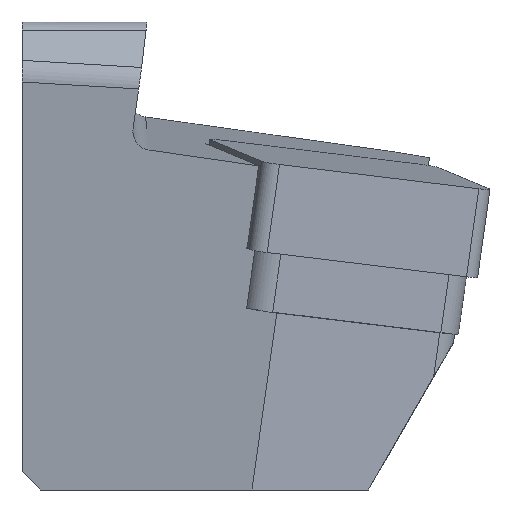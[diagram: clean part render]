
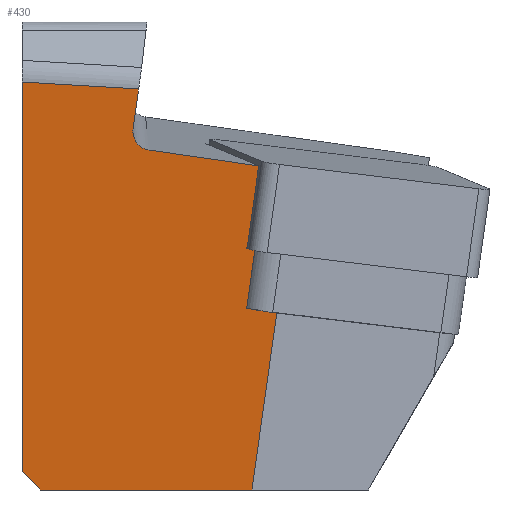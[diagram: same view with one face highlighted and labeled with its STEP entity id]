
A CAD part, left-side view. The second image highlights one B-rep face of the part: STEP entity #430.
In plain terms, the highlighted planar face has unit normal (-0.996, 0.063, -0.061).
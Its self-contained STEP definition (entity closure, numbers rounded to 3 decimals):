
#132=ELLIPSE('',#1662,1.003,1.);
#430=ADVANCED_FACE('',(#541),#490,.T.);
#490=PLANE('',#1663);
#541=FACE_OUTER_BOUND('',#603,.T.);
#603=EDGE_LOOP('',(#1085,#1086,#1087,#1088,#1089,#1090,#1091,#1092,#1093,
#1094,#1095,#1096,#1097));
#666=LINE('',#2165,#776);
#670=LINE('',#2179,#780);
#675=LINE('',#2190,#785);
#699=LINE('',#2267,#809);
#715=LINE('',#2309,#825);
#719=LINE('',#2324,#829);
#721=LINE('',#2337,#831);
#726=LINE('',#2347,#836);
#736=LINE('',#2369,#846);
#737=LINE('',#2370,#847);
#738=LINE('',#2371,#848);
#739=LINE('',#2373,#849);
#776=VECTOR('',#1780,1.);
#780=VECTOR('',#1796,1.);
#785=VECTOR('',#1805,1.);
#809=VECTOR('',#1875,1.);
#825=VECTOR('',#1909,1.);
#829=VECTOR('',#1925,1.);
#831=VECTOR('',#1939,1.);
#836=VECTOR('',#1946,1.);
#846=VECTOR('',#1978,1.);
#847=VECTOR('',#1979,1.);
#848=VECTOR('',#1980,1.);
#849=VECTOR('',#1981,1.);
#1085=ORIENTED_EDGE('',*,*,#1472,.F.);
#1086=ORIENTED_EDGE('',*,*,#1489,.T.);
#1087=ORIENTED_EDGE('',*,*,#1457,.F.);
#1088=ORIENTED_EDGE('',*,*,#1465,.F.);
#1089=ORIENTED_EDGE('',*,*,#1397,.T.);
#1090=ORIENTED_EDGE('',*,*,#1436,.T.);
#1091=ORIENTED_EDGE('',*,*,#1490,.F.);
#1092=ORIENTED_EDGE('',*,*,#1385,.F.);
#1093=ORIENTED_EDGE('',*,*,#1392,.T.);
#1094=ORIENTED_EDGE('',*,*,#1491,.F.);
#1095=ORIENTED_EDGE('',*,*,#1492,.F.);
#1096=ORIENTED_EDGE('',*,*,#1477,.F.);
#1097=ORIENTED_EDGE('',*,*,#1493,.T.);
#1254=VERTEX_POINT('',#2162);
#1255=VERTEX_POINT('',#2164);
#1259=VERTEX_POINT('',#2178);
#1263=VERTEX_POINT('',#2189);
#1264=VERTEX_POINT('',#2191);
#1293=VERTEX_POINT('',#2266);
#1310=VERTEX_POINT('',#2308);
#1311=VERTEX_POINT('',#2310);
#1320=VERTEX_POINT('',#2336);
#1321=VERTEX_POINT('',#2338);
#1324=VERTEX_POINT('',#2346);
#1325=VERTEX_POINT('',#2348);
#1326=VERTEX_POINT('',#2372);
#1385=EDGE_CURVE('',#1255,#1254,#666,.T.);
#1392=EDGE_CURVE('',#1255,#1259,#670,.T.);
#1397=EDGE_CURVE('',#1264,#1263,#675,.T.);
#1436=EDGE_CURVE('',#1263,#1293,#699,.T.);
#1457=EDGE_CURVE('',#1310,#1311,#715,.T.);
#1465=EDGE_CURVE('',#1264,#1310,#719,.T.);
#1472=EDGE_CURVE('',#1320,#1321,#721,.T.);
#1477=EDGE_CURVE('',#1324,#1325,#726,.T.);
#1489=EDGE_CURVE('',#1320,#1311,#736,.T.);
#1490=EDGE_CURVE('',#1254,#1293,#737,.T.);
#1491=EDGE_CURVE('',#1326,#1259,#738,.T.);
#1492=EDGE_CURVE('',#1325,#1326,#739,.T.);
#1493=EDGE_CURVE('',#1324,#1321,#132,.T.);
#1662=AXIS2_PLACEMENT_3D('',#2374,#1982,#1983);
#1663=AXIS2_PLACEMENT_3D('',#2375,#1984,#1985);
#1780=DIRECTION('',(-0.053,-0.988,-0.143));
#1796=DIRECTION('',(-0.07,-0.139,0.988));
#1805=DIRECTION('',(-0.063,-0.998,0.));
#1875=DIRECTION('',(-0.07,-0.139,0.988));
#1909=DIRECTION('',(-0.062,0.,0.998));
#1925=DIRECTION('',(0.001,0.707,0.707));
#1939=DIRECTION('',(0.07,0.139,-0.988));
#1946=DIRECTION('',(-0.053,-0.988,-0.143));
#1978=DIRECTION('',(0.059,0.997,0.059));
#1979=DIRECTION('',(-0.053,-0.988,-0.143));
#1980=DIRECTION('',(-0.053,-0.988,-0.143));
#1981=DIRECTION('',(0.07,0.139,-0.988));
#1982=DIRECTION('',(0.996,-0.063,0.062));
#1983=DIRECTION('',(0.053,0.988,0.143));
#1984=DIRECTION('',(-0.996,0.063,-0.062));
#1985=DIRECTION('',(-0.063,-0.998,0.));
#2162=CARTESIAN_POINT('',(1.495,-12.164,-6.319));
#2164=CARTESIAN_POINT('',(1.504,-11.998,-6.295));
#2165=CARTESIAN_POINT('',(1.968,-3.412,-5.056));
#2178=CARTESIAN_POINT('',(1.283,-12.438,-3.164));
#2179=CARTESIAN_POINT('',(0.316,-14.361,10.52));
#2189=CARTESIAN_POINT('',(2.085,-12.284,-16.));
#2190=CARTESIAN_POINT('',(2.847,-0.179,-16.));
#2191=CARTESIAN_POINT('',(2.795,-1.,-16.));
#2266=CARTESIAN_POINT('',(1.416,-13.615,-6.528));
#2267=CARTESIAN_POINT('',(-5.756,-27.889,95.038));
#2308=CARTESIAN_POINT('',(2.797,0.,-15.));
#2309=CARTESIAN_POINT('',(-4.096,0.,96.58));
#2310=CARTESIAN_POINT('',(1.512,0.,5.793));
#2324=CARTESIAN_POINT('',(2.851,46.908,31.908));
#2336=CARTESIAN_POINT('',(1.143,-6.232,5.423));
#2337=CARTESIAN_POINT('',(0.709,-7.095,11.569));
#2338=CARTESIAN_POINT('',(1.294,-5.932,3.289));
#2346=CARTESIAN_POINT('',(1.31,-6.784,2.158));
#2347=CARTESIAN_POINT('',(1.648,-0.531,3.061));
#2348=CARTESIAN_POINT('',(0.993,-12.643,1.312));
#2369=CARTESIAN_POINT('',(0.764,-12.619,5.045));
#2370=CARTESIAN_POINT('',(1.968,-3.412,-5.056));
#2371=CARTESIAN_POINT('',(1.746,-3.853,-1.924));
#2372=CARTESIAN_POINT('',(1.305,-12.022,-3.104));
#2373=CARTESIAN_POINT('',(-5.646,-25.857,95.332));
#2374=CARTESIAN_POINT('',(1.24,-6.922,3.146));
#2375=CARTESIAN_POINT('',(-5.205,-17.687,96.511));
